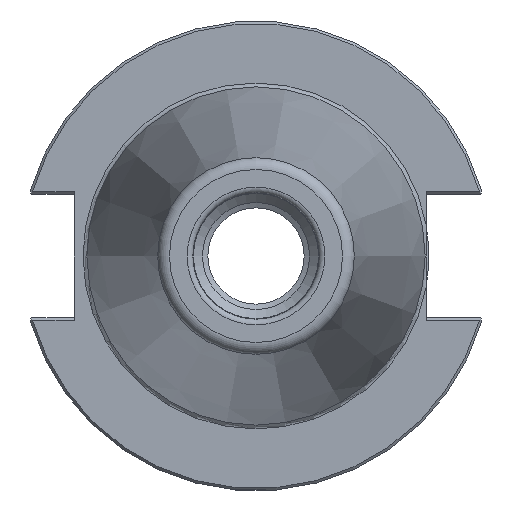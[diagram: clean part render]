
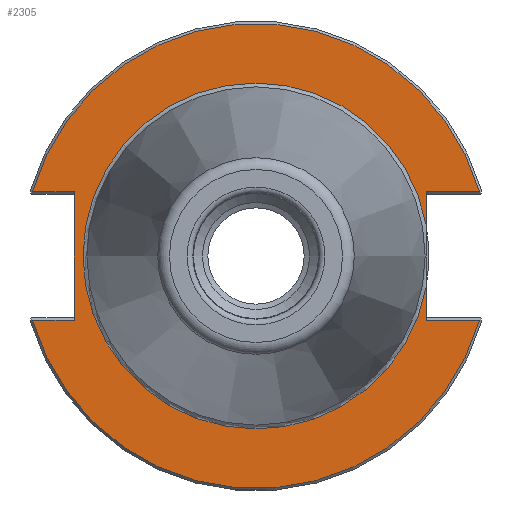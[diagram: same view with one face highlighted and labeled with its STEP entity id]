
A CAD part, left-side view. The second image highlights one B-rep face of the part: STEP entity #2305.
In plain terms, the highlighted planar face has unit normal (-1, 0, 0).
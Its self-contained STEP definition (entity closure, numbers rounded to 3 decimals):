
#123=PLANE('',#2502);
#235=FACE_OUTER_BOUND('',#360,.T.);
#360=EDGE_LOOP('',(#1688,#1689,#1690,#1691,#1692,#1693,#1694,#1695,#1696,
#1697,#1698));
#495=LINE('',#3645,#620);
#498=LINE('',#3704,#623);
#499=LINE('',#3710,#624);
#500=LINE('',#3712,#625);
#501=LINE('',#3716,#626);
#502=LINE('',#3718,#627);
#503=LINE('',#3719,#628);
#620=VECTOR('',#2893,10.);
#623=VECTOR('',#2912,10.);
#624=VECTOR('',#2917,10.);
#625=VECTOR('',#2918,10.);
#626=VECTOR('',#2921,10.);
#627=VECTOR('',#2922,10.);
#628=VECTOR('',#2923,10.);
#762=CIRCLE('',#2500,48.25);
#764=CIRCLE('',#2503,35.9);
#765=CIRCLE('',#2504,35.9);
#766=CIRCLE('',#2505,48.25);
#951=VERTEX_POINT('',#3642);
#952=VERTEX_POINT('',#3644);
#960=VERTEX_POINT('',#3691);
#963=VERTEX_POINT('',#3703);
#964=VERTEX_POINT('',#3705);
#965=VERTEX_POINT('',#3707);
#966=VERTEX_POINT('',#3709);
#967=VERTEX_POINT('',#3711);
#968=VERTEX_POINT('',#3713);
#969=VERTEX_POINT('',#3715);
#970=VERTEX_POINT('',#3717);
#1232=EDGE_CURVE('',#951,#952,#495,.T.);
#1244=EDGE_CURVE('',#952,#960,#762,.T.);
#1248=EDGE_CURVE('',#951,#963,#498,.T.);
#1249=EDGE_CURVE('',#963,#964,#764,.T.);
#1250=EDGE_CURVE('',#964,#965,#765,.T.);
#1251=EDGE_CURVE('',#965,#966,#499,.T.);
#1252=EDGE_CURVE('',#967,#966,#500,.T.);
#1253=EDGE_CURVE('',#968,#967,#766,.T.);
#1254=EDGE_CURVE('',#969,#968,#501,.T.);
#1255=EDGE_CURVE('',#969,#970,#502,.T.);
#1256=EDGE_CURVE('',#960,#970,#503,.T.);
#1688=ORIENTED_EDGE('',*,*,#1232,.F.);
#1689=ORIENTED_EDGE('',*,*,#1248,.T.);
#1690=ORIENTED_EDGE('',*,*,#1249,.T.);
#1691=ORIENTED_EDGE('',*,*,#1250,.T.);
#1692=ORIENTED_EDGE('',*,*,#1251,.T.);
#1693=ORIENTED_EDGE('',*,*,#1252,.F.);
#1694=ORIENTED_EDGE('',*,*,#1253,.F.);
#1695=ORIENTED_EDGE('',*,*,#1254,.F.);
#1696=ORIENTED_EDGE('',*,*,#1255,.T.);
#1697=ORIENTED_EDGE('',*,*,#1256,.F.);
#1698=ORIENTED_EDGE('',*,*,#1244,.F.);
#2305=ADVANCED_FACE('',(#235),#123,.T.);
#2500=AXIS2_PLACEMENT_3D('',#3692,#2906,#2907);
#2502=AXIS2_PLACEMENT_3D('',#3702,#2910,#2911);
#2503=AXIS2_PLACEMENT_3D('',#3706,#2913,#2914);
#2504=AXIS2_PLACEMENT_3D('',#3708,#2915,#2916);
#2505=AXIS2_PLACEMENT_3D('',#3714,#2919,#2920);
#2893=DIRECTION('',(0.,-1.,0.));
#2906=DIRECTION('center_axis',(1.,0.,0.));
#2907=DIRECTION('ref_axis',(0.,0.,-1.));
#2910=DIRECTION('center_axis',(-1.,0.,0.));
#2911=DIRECTION('ref_axis',(0.,0.,1.));
#2912=DIRECTION('',(0.,0.,1.));
#2913=DIRECTION('center_axis',(1.,0.,0.));
#2914=DIRECTION('ref_axis',(0.,0.,-1.));
#2915=DIRECTION('center_axis',(1.,0.,0.));
#2916=DIRECTION('ref_axis',(0.,0.,-1.));
#2917=DIRECTION('',(0.,0.,1.));
#2918=DIRECTION('',(0.,1.,0.));
#2919=DIRECTION('center_axis',(1.,0.,0.));
#2920=DIRECTION('ref_axis',(0.,0.,-1.));
#2921=DIRECTION('',(0.,1.,0.));
#2922=DIRECTION('',(0.,0.,-1.));
#2923=DIRECTION('',(0.,-1.,0.));
#3642=CARTESIAN_POINT('',(3.175,-35.3,-13.325));
#3644=CARTESIAN_POINT('',(3.175,-46.373,-13.325));
#3645=CARTESIAN_POINT('',(3.175,-13.707,-13.325));
#3691=CARTESIAN_POINT('',(3.175,46.373,-13.325));
#3692=CARTESIAN_POINT('Origin',(3.175,0.,
0.));
#3702=CARTESIAN_POINT('Origin',(3.175,48.25,0.));
#3703=CARTESIAN_POINT('',(3.175,-35.3,-6.536));
#3704=CARTESIAN_POINT('',(3.175,-35.3,-6.413));
#3705=CARTESIAN_POINT('',(3.175,0.,35.9));
#3706=CARTESIAN_POINT('Origin',(3.175,0.,
0.));
#3707=CARTESIAN_POINT('',(3.175,-35.3,6.536));
#3708=CARTESIAN_POINT('Origin',(3.175,0.,
0.));
#3709=CARTESIAN_POINT('',(3.175,-35.3,13.325));
#3710=CARTESIAN_POINT('',(3.175,-35.3,-6.413));
#3711=CARTESIAN_POINT('',(3.175,-46.373,13.325));
#3712=CARTESIAN_POINT('',(3.175,6.475,13.325));
#3713=CARTESIAN_POINT('',(3.175,46.373,13.325));
#3714=CARTESIAN_POINT('Origin',(3.175,0.,
0.));
#3715=CARTESIAN_POINT('',(3.175,37.7,13.325));
#3716=CARTESIAN_POINT('',(3.175,61.395,13.325));
#3717=CARTESIAN_POINT('',(3.175,37.7,-13.325));
#3718=CARTESIAN_POINT('',(3.175,37.7,6.413));
#3719=CARTESIAN_POINT('',(3.175,42.975,-13.325));
